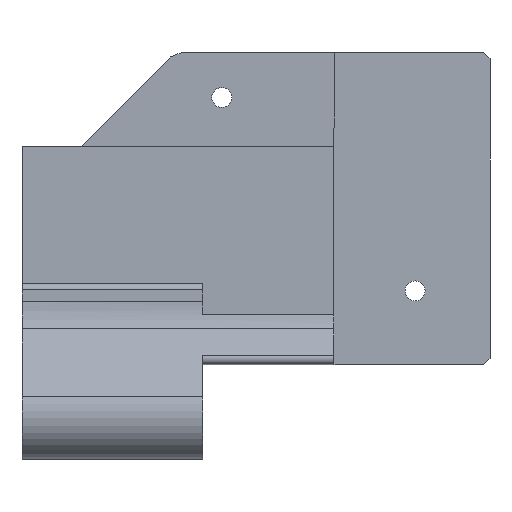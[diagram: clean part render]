
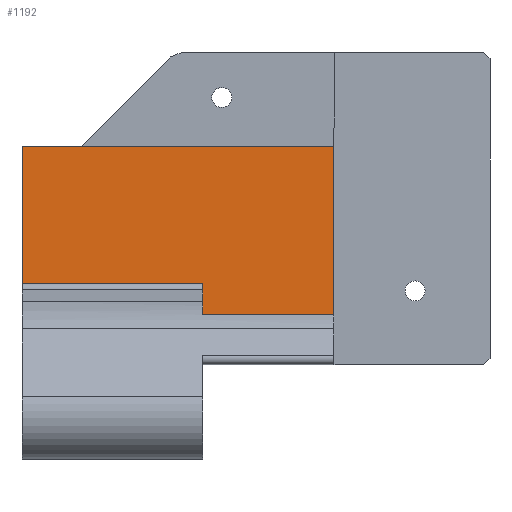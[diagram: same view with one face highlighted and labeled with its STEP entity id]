
A CAD part, left-side view. The second image highlights one B-rep face of the part: STEP entity #1192.
In plain terms, the highlighted free-form (B-spline) face has degree [1, 1] with [2, 2] control points.
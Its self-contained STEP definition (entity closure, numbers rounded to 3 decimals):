
#33 = B_SPLINE_SURFACE_WITH_KNOTS('',1,1,(
    (#34,#35)
    ,(#36,#37)),.UNSPECIFIED.,.F.,.F.,.F.,(2,2),(2,2),(0.,1.),(0.,1.),
  .PIECEWISE_BEZIER_KNOTS.);
#34 = CARTESIAN_POINT('',(-355.238,-249.996,8.2));
#35 = CARTESIAN_POINT('',(-342.,-249.996,8.2));
#36 = CARTESIAN_POINT('',(-355.238,-249.996,13.2));
#37 = CARTESIAN_POINT('',(-342.,-249.996,13.2));
#134 = VERTEX_POINT('',#135);
#135 = CARTESIAN_POINT('',(-342.,-249.996,13.2));
#148 = B_SPLINE_SURFACE_WITH_KNOTS('',1,1,(
    (#149,#150)
    ,(#151,#152)),.UNSPECIFIED.,.F.,.F.,.F.,(2,2),(2,2),(0.,1.),(0.,1.),
  .PIECEWISE_BEZIER_KNOTS.);
#149 = CARTESIAN_POINT('',(-342.,-249.996,13.2));
#150 = CARTESIAN_POINT('',(-354.014,-249.996,13.2));
#151 = CARTESIAN_POINT('',(-342.,-220.996,13.2));
#152 = CARTESIAN_POINT('',(-354.014,-220.996,13.2));
#159 = EDGE_CURVE('',#160,#134,#162,.T.);
#160 = VERTEX_POINT('',#161);
#161 = CARTESIAN_POINT('',(-342.,-249.996,8.2));
#162 = SURFACE_CURVE('',#163,(#167,#173),.PCURVE_S1.);
#163 = LINE('',#164,#165);
#164 = CARTESIAN_POINT('',(-342.,-249.996,8.2));
#165 = VECTOR('',#166,1.);
#166 = DIRECTION('',(0.,0.,1.));
#167 = PCURVE('',#33,#168);
#168 = DEFINITIONAL_REPRESENTATION('',(#169),#172);
#169 = B_SPLINE_CURVE_WITH_KNOTS('',1,(#170,#171),.UNSPECIFIED.,.F.,.F.,
  (2,2),(0.,5.),.PIECEWISE_BEZIER_KNOTS.);
#170 = CARTESIAN_POINT('',(0.,1.));
#171 = CARTESIAN_POINT('',(1.,1.));
#172 = ( GEOMETRIC_REPRESENTATION_CONTEXT(2) 
PARAMETRIC_REPRESENTATION_CONTEXT() REPRESENTATION_CONTEXT('2D SPACE',''
  ) );
#173 = PCURVE('',#174,#179);
#174 = B_SPLINE_SURFACE_WITH_KNOTS('',1,1,(
    (#175,#176)
    ,(#177,#178)),.UNSPECIFIED.,.F.,.F.,.F.,(2,2),(2,2),(0.,1.),(0.,1.),
  .PIECEWISE_BEZIER_KNOTS.);
#175 = CARTESIAN_POINT('',(-342.,-220.996,8.2));
#176 = CARTESIAN_POINT('',(-342.,-220.996,35.2));
#177 = CARTESIAN_POINT('',(-342.,-270.996,8.2));
#178 = CARTESIAN_POINT('',(-342.,-270.996,35.2));
#179 = DEFINITIONAL_REPRESENTATION('',(#180),#183);
#180 = B_SPLINE_CURVE_WITH_KNOTS('',1,(#181,#182),.UNSPECIFIED.,.F.,.F.,
  (2,2),(0.,5.),.PIECEWISE_BEZIER_KNOTS.);
#181 = CARTESIAN_POINT('',(0.58,0.));
#182 = CARTESIAN_POINT('',(0.58,0.185));
#183 = ( GEOMETRIC_REPRESENTATION_CONTEXT(2) 
PARAMETRIC_REPRESENTATION_CONTEXT() REPRESENTATION_CONTEXT('2D SPACE',''
  ) );
#200 = B_SPLINE_SURFACE_WITH_KNOTS('',1,1,(
    (#201,#202)
    ,(#203,#204)),.UNSPECIFIED.,.F.,.F.,.F.,(2,2),(2,2),(0.,1.),(0.,1.),
  .PIECEWISE_BEZIER_KNOTS.);
#201 = CARTESIAN_POINT('',(-342.,-270.996,8.2));
#202 = CARTESIAN_POINT('',(-355.238,-270.996,8.2));
#203 = CARTESIAN_POINT('',(-342.,-249.996,8.2));
#204 = CARTESIAN_POINT('',(-355.238,-249.996,8.2));
#310 = B_SPLINE_SURFACE_WITH_KNOTS('',1,1,(
    (#311,#312)
    ,(#313,#314)),.UNSPECIFIED.,.F.,.F.,.F.,(2,2),(2,2),(0.,1.),(0.,1.),
  .PIECEWISE_BEZIER_KNOTS.);
#311 = CARTESIAN_POINT('',(-362.014,-220.996,-15.));
#312 = CARTESIAN_POINT('',(-362.014,-220.996,35.2));
#313 = CARTESIAN_POINT('',(-331.009,-220.996,-15.));
#314 = CARTESIAN_POINT('',(-331.009,-220.996,35.2));
#996 = VERTEX_POINT('',#997);
#997 = CARTESIAN_POINT('',(-342.,-270.996,8.2));
#1010 = B_SPLINE_SURFACE_WITH_KNOTS('',1,1,(
    (#1011,#1012)
    ,(#1013,#1014
    )),.UNSPECIFIED.,.F.,.F.,.F.,(2,2),(2,2),(0.,1.),(0.,1.),
  .PIECEWISE_BEZIER_KNOTS.);
#1011 = CARTESIAN_POINT('',(-358.211,-270.996,0.2));
#1012 = CARTESIAN_POINT('',(-358.211,-270.996,50.2));
#1013 = CARTESIAN_POINT('',(-336.8,-270.996,0.2));
#1014 = CARTESIAN_POINT('',(-336.8,-270.996,50.2));
#1021 = EDGE_CURVE('',#996,#160,#1022,.T.);
#1022 = SURFACE_CURVE('',#1023,(#1027,#1033),.PCURVE_S1.);
#1023 = LINE('',#1024,#1025);
#1024 = CARTESIAN_POINT('',(-342.,-270.996,8.2));
#1025 = VECTOR('',#1026,1.);
#1026 = DIRECTION('',(0.,1.,0.));
#1027 = PCURVE('',#200,#1028);
#1028 = DEFINITIONAL_REPRESENTATION('',(#1029),#1032);
#1029 = B_SPLINE_CURVE_WITH_KNOTS('',1,(#1030,#1031),.UNSPECIFIED.,.F.,
  .F.,(2,2),(0.,21.),.PIECEWISE_BEZIER_KNOTS.);
#1030 = CARTESIAN_POINT('',(0.,0.));
#1031 = CARTESIAN_POINT('',(1.,0.));
#1032 = ( GEOMETRIC_REPRESENTATION_CONTEXT(2) 
PARAMETRIC_REPRESENTATION_CONTEXT() REPRESENTATION_CONTEXT('2D SPACE',''
  ) );
#1033 = PCURVE('',#174,#1034);
#1034 = DEFINITIONAL_REPRESENTATION('',(#1035),#1038);
#1035 = B_SPLINE_CURVE_WITH_KNOTS('',1,(#1036,#1037),.UNSPECIFIED.,.F.,
  .F.,(2,2),(0.,21.),.PIECEWISE_BEZIER_KNOTS.);
#1036 = CARTESIAN_POINT('',(1.,0.));
#1037 = CARTESIAN_POINT('',(0.58,0.));
#1038 = ( GEOMETRIC_REPRESENTATION_CONTEXT(2) 
PARAMETRIC_REPRESENTATION_CONTEXT() REPRESENTATION_CONTEXT('2D SPACE',''
  ) );
#1192 = ADVANCED_FACE('',(#1193),#174,.T.);
#1193 = FACE_BOUND('',#1194,.T.);
#1194 = EDGE_LOOP('',(#1195,#1196,#1217,#1243,#1264,#1283));
#1195 = ORIENTED_EDGE('',*,*,#1021,.F.);
#1196 = ORIENTED_EDGE('',*,*,#1197,.F.);
#1197 = EDGE_CURVE('',#1198,#996,#1200,.T.);
#1198 = VERTEX_POINT('',#1199);
#1199 = CARTESIAN_POINT('',(-342.,-270.996,35.2));
#1200 = SURFACE_CURVE('',#1201,(#1205,#1211),.PCURVE_S1.);
#1201 = LINE('',#1202,#1203);
#1202 = CARTESIAN_POINT('',(-342.,-270.996,35.2));
#1203 = VECTOR('',#1204,1.);
#1204 = DIRECTION('',(0.,0.,-1.));
#1205 = PCURVE('',#174,#1206);
#1206 = DEFINITIONAL_REPRESENTATION('',(#1207),#1210);
#1207 = B_SPLINE_CURVE_WITH_KNOTS('',1,(#1208,#1209),.UNSPECIFIED.,.F.,
  .F.,(2,2),(0.,27.),.PIECEWISE_BEZIER_KNOTS.);
#1208 = CARTESIAN_POINT('',(1.,1.));
#1209 = CARTESIAN_POINT('',(1.,0.));
#1210 = ( GEOMETRIC_REPRESENTATION_CONTEXT(2) 
PARAMETRIC_REPRESENTATION_CONTEXT() REPRESENTATION_CONTEXT('2D SPACE',''
  ) );
#1211 = PCURVE('',#1010,#1212);
#1212 = DEFINITIONAL_REPRESENTATION('',(#1213),#1216);
#1213 = B_SPLINE_CURVE_WITH_KNOTS('',1,(#1214,#1215),.UNSPECIFIED.,.F.,
  .F.,(2,2),(0.,27.),.PIECEWISE_BEZIER_KNOTS.);
#1214 = CARTESIAN_POINT('',(0.757,0.7));
#1215 = CARTESIAN_POINT('',(0.757,0.16));
#1216 = ( GEOMETRIC_REPRESENTATION_CONTEXT(2) 
PARAMETRIC_REPRESENTATION_CONTEXT() REPRESENTATION_CONTEXT('2D SPACE',''
  ) );
#1217 = ORIENTED_EDGE('',*,*,#1218,.F.);
#1218 = EDGE_CURVE('',#1219,#1198,#1221,.T.);
#1219 = VERTEX_POINT('',#1220);
#1220 = CARTESIAN_POINT('',(-342.,-220.996,35.2));
#1221 = SURFACE_CURVE('',#1222,(#1226,#1232),.PCURVE_S1.);
#1222 = LINE('',#1223,#1224);
#1223 = CARTESIAN_POINT('',(-342.,-220.996,35.2));
#1224 = VECTOR('',#1225,1.);
#1225 = DIRECTION('',(0.,-1.,0.));
#1226 = PCURVE('',#174,#1227);
#1227 = DEFINITIONAL_REPRESENTATION('',(#1228),#1231);
#1228 = B_SPLINE_CURVE_WITH_KNOTS('',1,(#1229,#1230),.UNSPECIFIED.,.F.,
  .F.,(2,2),(0.,50.),.PIECEWISE_BEZIER_KNOTS.);
#1229 = CARTESIAN_POINT('',(0.,1.));
#1230 = CARTESIAN_POINT('',(1.,1.));
#1231 = ( GEOMETRIC_REPRESENTATION_CONTEXT(2) 
PARAMETRIC_REPRESENTATION_CONTEXT() REPRESENTATION_CONTEXT('2D SPACE',''
  ) );
#1232 = PCURVE('',#1233,#1238);
#1233 = B_SPLINE_SURFACE_WITH_KNOTS('',1,1,(
    (#1234,#1235)
    ,(#1236,#1237
    )),.UNSPECIFIED.,.F.,.F.,.F.,(2,2),(2,2),(0.,1.),(0.,1.),
  .PIECEWISE_BEZIER_KNOTS.);
#1234 = CARTESIAN_POINT('',(-337.009,-270.996,35.2));
#1235 = CARTESIAN_POINT('',(-342.,-270.996,35.2));
#1236 = CARTESIAN_POINT('',(-337.009,-220.996,35.2));
#1237 = CARTESIAN_POINT('',(-342.,-220.996,35.2));
#1238 = DEFINITIONAL_REPRESENTATION('',(#1239),#1242);
#1239 = B_SPLINE_CURVE_WITH_KNOTS('',1,(#1240,#1241),.UNSPECIFIED.,.F.,
  .F.,(2,2),(0.,50.),.PIECEWISE_BEZIER_KNOTS.);
#1240 = CARTESIAN_POINT('',(1.,1.));
#1241 = CARTESIAN_POINT('',(0.,1.));
#1242 = ( GEOMETRIC_REPRESENTATION_CONTEXT(2) 
PARAMETRIC_REPRESENTATION_CONTEXT() REPRESENTATION_CONTEXT('2D SPACE',''
  ) );
#1243 = ORIENTED_EDGE('',*,*,#1244,.F.);
#1244 = EDGE_CURVE('',#1245,#1219,#1247,.T.);
#1245 = VERTEX_POINT('',#1246);
#1246 = CARTESIAN_POINT('',(-342.,-220.996,13.2));
#1247 = SURFACE_CURVE('',#1248,(#1252,#1258),.PCURVE_S1.);
#1248 = LINE('',#1249,#1250);
#1249 = CARTESIAN_POINT('',(-342.,-220.996,13.2));
#1250 = VECTOR('',#1251,1.);
#1251 = DIRECTION('',(0.,0.,1.));
#1252 = PCURVE('',#174,#1253);
#1253 = DEFINITIONAL_REPRESENTATION('',(#1254),#1257);
#1254 = B_SPLINE_CURVE_WITH_KNOTS('',1,(#1255,#1256),.UNSPECIFIED.,.F.,
  .F.,(2,2),(0.,22.),.PIECEWISE_BEZIER_KNOTS.);
#1255 = CARTESIAN_POINT('',(0.,0.185));
#1256 = CARTESIAN_POINT('',(0.,1.));
#1257 = ( GEOMETRIC_REPRESENTATION_CONTEXT(2) 
PARAMETRIC_REPRESENTATION_CONTEXT() REPRESENTATION_CONTEXT('2D SPACE',''
  ) );
#1258 = PCURVE('',#310,#1259);
#1259 = DEFINITIONAL_REPRESENTATION('',(#1260),#1263);
#1260 = B_SPLINE_CURVE_WITH_KNOTS('',1,(#1261,#1262),.UNSPECIFIED.,.F.,
  .F.,(2,2),(0.,22.),.PIECEWISE_BEZIER_KNOTS.);
#1261 = CARTESIAN_POINT('',(0.646,0.562));
#1262 = CARTESIAN_POINT('',(0.646,1.));
#1263 = ( GEOMETRIC_REPRESENTATION_CONTEXT(2) 
PARAMETRIC_REPRESENTATION_CONTEXT() REPRESENTATION_CONTEXT('2D SPACE',''
  ) );
#1264 = ORIENTED_EDGE('',*,*,#1265,.T.);
#1265 = EDGE_CURVE('',#1245,#134,#1266,.T.);
#1266 = SURFACE_CURVE('',#1267,(#1271,#1277),.PCURVE_S1.);
#1267 = LINE('',#1268,#1269);
#1268 = CARTESIAN_POINT('',(-342.,-220.996,13.2));
#1269 = VECTOR('',#1270,1.);
#1270 = DIRECTION('',(0.,-1.,0.));
#1271 = PCURVE('',#174,#1272);
#1272 = DEFINITIONAL_REPRESENTATION('',(#1273),#1276);
#1273 = B_SPLINE_CURVE_WITH_KNOTS('',1,(#1274,#1275),.UNSPECIFIED.,.F.,
  .F.,(2,2),(0.,29.),.PIECEWISE_BEZIER_KNOTS.);
#1274 = CARTESIAN_POINT('',(0.,0.185));
#1275 = CARTESIAN_POINT('',(0.58,0.185));
#1276 = ( GEOMETRIC_REPRESENTATION_CONTEXT(2) 
PARAMETRIC_REPRESENTATION_CONTEXT() REPRESENTATION_CONTEXT('2D SPACE',''
  ) );
#1277 = PCURVE('',#148,#1278);
#1278 = DEFINITIONAL_REPRESENTATION('',(#1279),#1282);
#1279 = B_SPLINE_CURVE_WITH_KNOTS('',1,(#1280,#1281),.UNSPECIFIED.,.F.,
  .F.,(2,2),(0.,29.),.PIECEWISE_BEZIER_KNOTS.);
#1280 = CARTESIAN_POINT('',(1.,0.));
#1281 = CARTESIAN_POINT('',(0.,0.));
#1282 = ( GEOMETRIC_REPRESENTATION_CONTEXT(2) 
PARAMETRIC_REPRESENTATION_CONTEXT() REPRESENTATION_CONTEXT('2D SPACE',''
  ) );
#1283 = ORIENTED_EDGE('',*,*,#159,.F.);
